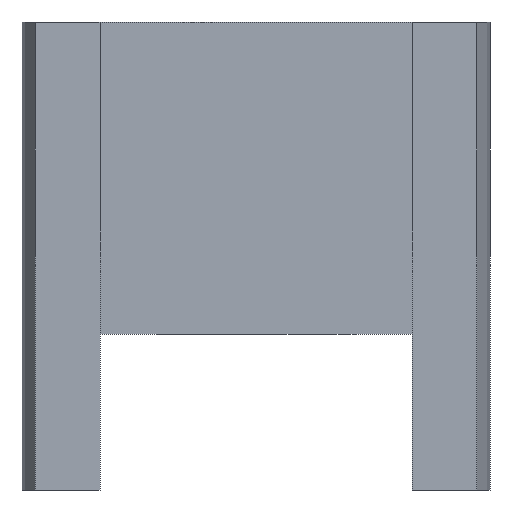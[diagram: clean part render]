
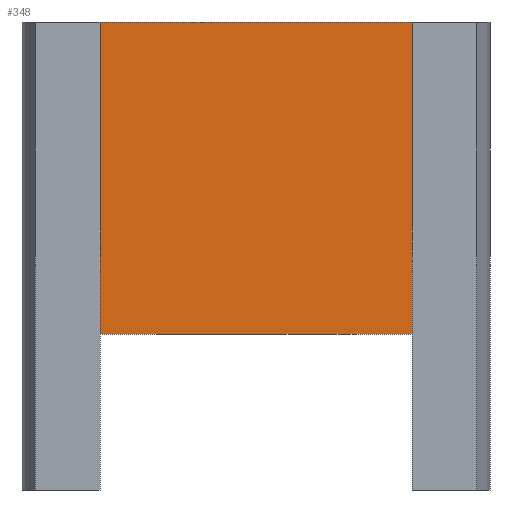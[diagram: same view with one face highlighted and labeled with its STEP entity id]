
A CAD part, left-side view. The second image highlights one B-rep face of the part: STEP entity #348.
In plain terms, the highlighted planar face has unit normal (-1, 0, 0).
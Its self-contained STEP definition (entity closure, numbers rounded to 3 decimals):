
#43=FACE_OUTER_BOUND('',#63,.T.);
#63=EDGE_LOOP('',(#290,#291,#292,#293));
#96=LINE('',#557,#136);
#99=LINE('',#563,#139);
#106=LINE('',#580,#146);
#107=LINE('',#581,#147);
#136=VECTOR('',#458,10.);
#139=VECTOR('',#463,10.);
#146=VECTOR('',#482,10.);
#147=VECTOR('',#483,10.);
#170=VERTEX_POINT('',#554);
#171=VERTEX_POINT('',#556);
#172=VERTEX_POINT('',#560);
#173=VERTEX_POINT('',#562);
#210=EDGE_CURVE('',#171,#170,#96,.T.);
#213=EDGE_CURVE('',#172,#173,#99,.T.);
#222=EDGE_CURVE('',#172,#171,#106,.T.);
#223=EDGE_CURVE('',#173,#170,#107,.T.);
#290=ORIENTED_EDGE('',*,*,#222,.T.);
#291=ORIENTED_EDGE('',*,*,#210,.T.);
#292=ORIENTED_EDGE('',*,*,#223,.F.);
#293=ORIENTED_EDGE('',*,*,#213,.F.);
#329=PLANE('',#393);
#348=ADVANCED_FACE('',(#43),#329,.T.);
#393=AXIS2_PLACEMENT_3D('',#579,#480,#481);
#458=DIRECTION('',(0.,0.,1.));
#463=DIRECTION('',(0.,0.,1.));
#480=DIRECTION('center_axis',(-1.,0.,0.));
#481=DIRECTION('ref_axis',(0.,-1.,0.));
#482=DIRECTION('',(0.,-1.,0.));
#483=DIRECTION('',(0.,-1.,0.));
#554=CARTESIAN_POINT('',(-5.,-5.,10.));
#556=CARTESIAN_POINT('',(-5.,-5.,0.));
#557=CARTESIAN_POINT('',(-5.,-5.,0.));
#560=CARTESIAN_POINT('',(-5.,5.,0.));
#562=CARTESIAN_POINT('',(-5.,5.,10.));
#563=CARTESIAN_POINT('',(-5.,5.,0.));
#579=CARTESIAN_POINT('Origin',(-5.,5.,0.));
#580=CARTESIAN_POINT('',(-5.,5.,0.));
#581=CARTESIAN_POINT('',(-5.,5.,10.));
